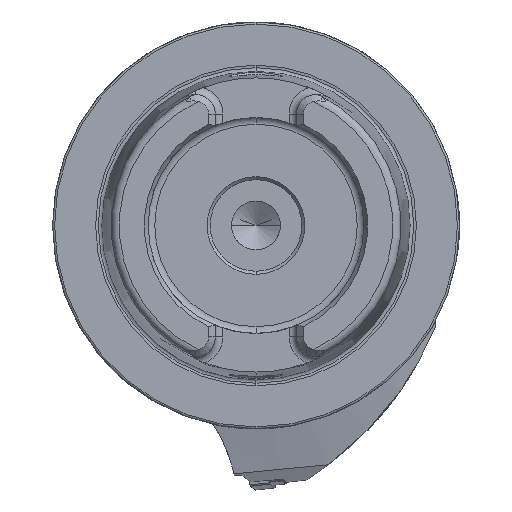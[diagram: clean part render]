
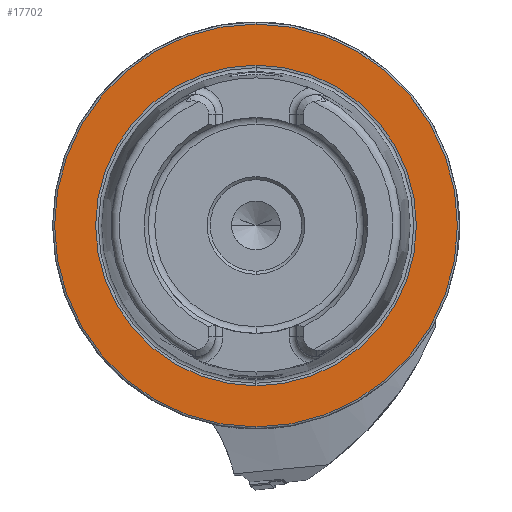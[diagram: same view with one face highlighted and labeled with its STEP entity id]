
A CAD part, left-side view. The second image highlights one B-rep face of the part: STEP entity #17702.
In plain terms, the highlighted planar face has unit normal (-1, 0, 0).
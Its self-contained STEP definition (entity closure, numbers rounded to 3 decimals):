
#47 = EDGE_CURVE ( 'NONE', #16107, #7922, #14898, .T. ) ;
#100 = DIRECTION ( 'NONE',  ( 1., 0., 0. ) ) ;
#1082 = AXIS2_PLACEMENT_3D ( 'NONE', #12564, #12496, #16936 ) ;
#1395 = EDGE_CURVE ( 'NONE', #4819, #6026, #19259, .T. ) ;
#1426 = EDGE_CURVE ( 'NONE', #6026, #4819, #19030, .T. ) ;
#1605 = AXIS2_PLACEMENT_3D ( 'NONE', #18587, #3503, #19018 ) ;
#2568 = CARTESIAN_POINT ( 'NONE',  ( 0., 0., -49.5 ) ) ;
#3474 = CIRCLE ( 'NONE', #1605, 39.405 ) ;
#3503 = DIRECTION ( 'NONE',  ( -1., 0., 0. ) ) ;
#4179 = DIRECTION ( 'NONE',  ( 0., 0., 1. ) ) ;
#4520 = ORIENTED_EDGE ( 'NONE', *, *, #1395, .T. ) ;
#4806 = FACE_BOUND ( 'NONE', #11298, .T. ) ;
#4819 = VERTEX_POINT ( 'NONE', #10613 ) ;
#5357 = DIRECTION ( 'NONE',  ( 0., 0., 1. ) ) ;
#6026 = VERTEX_POINT ( 'NONE', #2568 ) ;
#6558 = ORIENTED_EDGE ( 'NONE', *, *, #47, .F. ) ;
#7639 = DIRECTION ( 'NONE',  ( 0., 0., -1. ) ) ;
#7922 = VERTEX_POINT ( 'NONE', #16597 ) ;
#9903 = EDGE_CURVE ( 'NONE', #7922, #16107, #3474, .T. ) ;
#10193 = AXIS2_PLACEMENT_3D ( 'NONE', #12816, #14436, #5357 ) ;
#10613 = CARTESIAN_POINT ( 'NONE',  ( 0., 0., 49.5 ) ) ;
#10647 = CARTESIAN_POINT ( 'NONE',  ( 0., 49.5, 0. ) ) ;
#11298 = EDGE_LOOP ( 'NONE', ( #12353, #6558 ) ) ;
#11775 = FACE_OUTER_BOUND ( 'NONE', #13724, .T. ) ;
#12194 = ORIENTED_EDGE ( 'NONE', *, *, #1426, .T. ) ;
#12353 = ORIENTED_EDGE ( 'NONE', *, *, #9903, .F. ) ;
#12463 = CARTESIAN_POINT ( 'NONE',  ( 0., 0., -39.405 ) ) ;
#12496 = DIRECTION ( 'NONE',  ( -1., 0., 0. ) ) ;
#12564 = CARTESIAN_POINT ( 'NONE',  ( 0., 0., 0. ) ) ;
#12816 = CARTESIAN_POINT ( 'NONE',  ( 0., 0., 0. ) ) ;
#13724 = EDGE_LOOP ( 'NONE', ( #4520, #12194 ) ) ;
#14436 = DIRECTION ( 'NONE',  ( -1., 0., 0. ) ) ;
#14898 = CIRCLE ( 'NONE', #17107, 39.405 ) ;
#16107 = VERTEX_POINT ( 'NONE', #12463 ) ;
#16258 = AXIS2_PLACEMENT_3D ( 'NONE', #10647, #100, #7639 ) ;
#16597 = CARTESIAN_POINT ( 'NONE',  ( 0., 0., 39.405 ) ) ;
#16610 = PLANE ( 'NONE',  #16258 ) ;
#16936 = DIRECTION ( 'NONE',  ( 0., 0., 1. ) ) ;
#17107 = AXIS2_PLACEMENT_3D ( 'NONE', #17722, #17654, #4179 ) ;
#17654 = DIRECTION ( 'NONE',  ( -1., 0., 0. ) ) ;
#17702 = ADVANCED_FACE ( 'NONE', ( #4806, #11775 ), #16610, .F. ) ;
#17722 = CARTESIAN_POINT ( 'NONE',  ( 0., 0., 0. ) ) ;
#18587 = CARTESIAN_POINT ( 'NONE',  ( 0., 0., 0. ) ) ;
#19018 = DIRECTION ( 'NONE',  ( 0., 0., 1. ) ) ;
#19030 = CIRCLE ( 'NONE', #10193, 49.5 ) ;
#19259 = CIRCLE ( 'NONE', #1082, 49.5 ) ;
